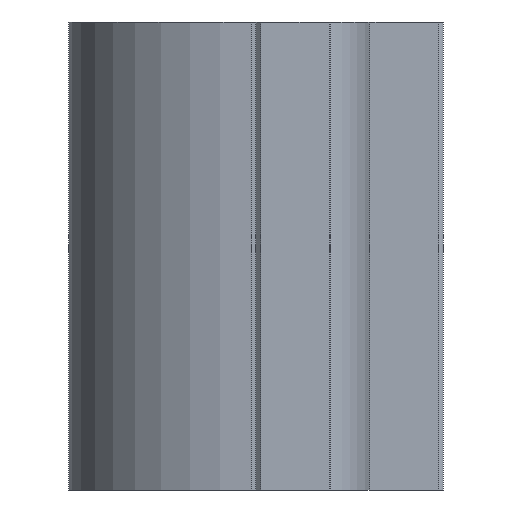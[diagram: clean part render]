
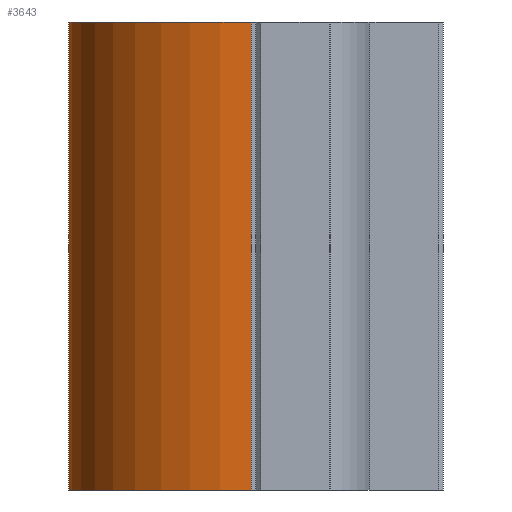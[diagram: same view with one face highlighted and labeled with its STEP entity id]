
A CAD part, left-side view. The second image highlights one B-rep face of the part: STEP entity #3643.
In plain terms, the highlighted cylindrical face has radius 40 mm (diameter 80 mm), a partial arc.
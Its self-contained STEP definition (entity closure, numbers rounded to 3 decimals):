
#3585=CARTESIAN_POINT('',(-21.014,-36.435,100.0));
#3586=VERTEX_POINT('',#3585);
#3593=CARTESIAN_POINT('',(-21.014,-36.435,0.0));
#3594=VERTEX_POINT('',#3593);
#3595=CARTESIAN_POINT('',(-21.014,-36.435,0.0));
#3596=DIRECTION('',(0.0,0.0,1.0));
#3597=VECTOR('',#3596,100.0);
#3598=LINE('',#3595,#3597);
#3599=EDGE_CURVE('',#3594,#3586,#3598,.T.);
#3611=CARTESIAN_POINT('',(18.974,-37.423,0.0));
#3612=DIRECTION('',(0.0,0.0,1.0));
#3613=DIRECTION('',(0.025,-1.,0.0));
#3614=AXIS2_PLACEMENT_3D('',#3611,#3612,#3613);
#3615=CYLINDRICAL_SURFACE('',#3614,40.0);
#3616=CARTESIAN_POINT('',(17.986,2.565,100.0));
#3617=VERTEX_POINT('',#3616);
#3618=CARTESIAN_POINT('',(18.974,-37.423,100.0));
#3619=DIRECTION('',(0.0,0.0,-1.));
#3620=DIRECTION('',(0.025,-1.,0.0));
#3621=AXIS2_PLACEMENT_3D('',#3618,#3619,#3620);
#3622=CIRCLE('',#3621,40.0);
#3623=EDGE_CURVE('',#3586,#3617,#3622,.T.);
#3624=ORIENTED_EDGE('',*,*,#3623,.T.);
#3625=CARTESIAN_POINT('',(17.986,2.565,0.0));
#3626=VERTEX_POINT('',#3625);
#3627=CARTESIAN_POINT('',(17.986,2.565,0.0));
#3628=DIRECTION('',(0.0,0.0,1.0));
#3629=VECTOR('',#3628,100.0);
#3630=LINE('',#3627,#3629);
#3631=EDGE_CURVE('',#3626,#3617,#3630,.T.);
#3632=ORIENTED_EDGE('',*,*,#3631,.F.);
#3633=CARTESIAN_POINT('',(18.974,-37.423,0.0));
#3634=DIRECTION('',(0.0,0.0,-1.));
#3635=DIRECTION('',(0.025,-1.,0.0));
#3636=AXIS2_PLACEMENT_3D('',#3633,#3634,#3635);
#3637=CIRCLE('',#3636,40.0);
#3638=EDGE_CURVE('',#3594,#3626,#3637,.T.);
#3639=ORIENTED_EDGE('',*,*,#3638,.F.);
#3640=ORIENTED_EDGE('',*,*,#3599,.T.);
#3641=EDGE_LOOP('',(#3624,#3632,#3639,#3640));
#3642=FACE_OUTER_BOUND('',#3641,.T.);
#3643=ADVANCED_FACE('',(#3642),#3615,.T.);
